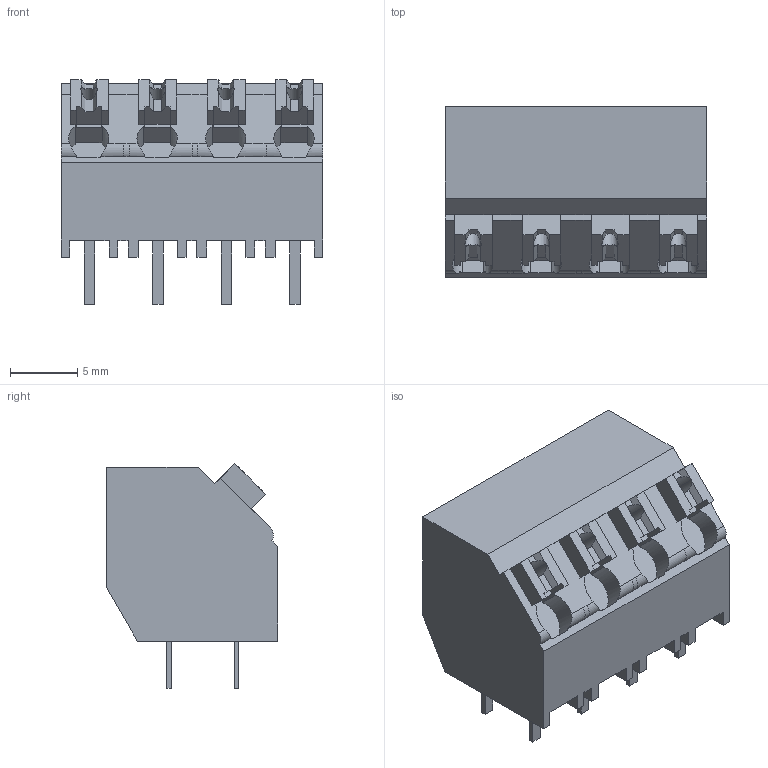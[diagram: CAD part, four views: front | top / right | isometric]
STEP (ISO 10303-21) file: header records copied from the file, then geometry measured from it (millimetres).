
FILE_DESCRIPTION(('CATIA V5 STEP Exchange','CAx-IF Rec.Pracs.--- Model Styling and Organization---1.2---2011-12-15'),'2;1');
FILE_NAME ('D1458441_0_1885040000_1885040000.stp','2018-03-20T13:47:19+00:00',('none'),('Weidmueller'),'CATIA Version 5-6 Release 2014','CATIA V5 STEP AP214','none');
FILE_SCHEMA(('AUTOMOTIVE_DESIGN { 1 0 10303 214 1 1 1 1 }'));
Length unit declared in the file: millimetre
Products named in the file (1): 1885040000
Bounding box: 19.44 x 12.7 x 16.66 mm (x, y, z)
Volume: 2254.9 mm3; surface area: 2306.2 mm2
Topology: 13 solids, 13 shells, 293 faces, 830 edges, 566 vertices
Faces by surface type: plane 267, cylinder 26
Entity records: 8881 total; most frequent: CARTESIAN_POINT 1723, ORIENTED_EDGE 1660, DIRECTION 1146, EDGE_CURVE 830, VECTOR 743, LINE 743, VERTEX_POINT 566, EDGE_LOOP 304
